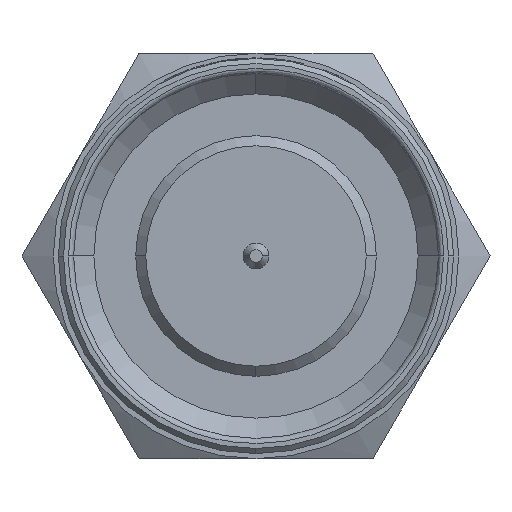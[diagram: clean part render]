
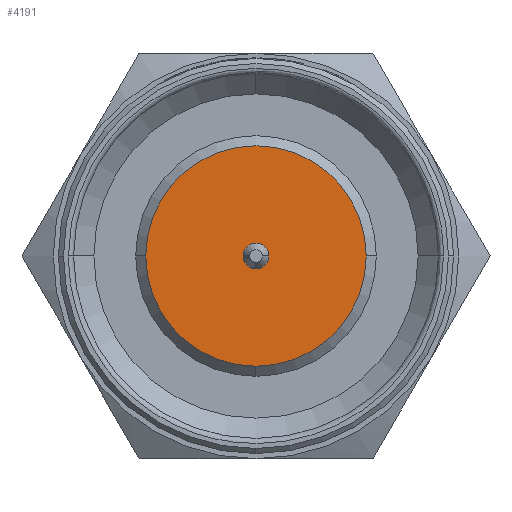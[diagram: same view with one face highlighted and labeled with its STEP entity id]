
A CAD part, left-side view. The second image highlights one B-rep face of the part: STEP entity #4191.
In plain terms, the highlighted planar face has unit normal (-1, 0, 0).
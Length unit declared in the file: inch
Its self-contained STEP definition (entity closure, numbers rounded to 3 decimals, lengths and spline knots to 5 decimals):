
#22 = ORIENTED_EDGE ( 'NONE', *, *, #5836, .T. ) ;
#337 = ORIENTED_EDGE ( 'NONE', *, *, #4458, .F. ) ;
#425 = CIRCLE ( 'NONE', #4249, 0.01004 ) ;
#512 = AXIS2_PLACEMENT_3D ( 'NONE', #6258, #2592, #3083 ) ;
#576 = DIRECTION ( 'NONE',  ( 0., 0., 1. ) ) ;
#584 = VERTEX_POINT ( 'NONE', #889 ) ;
#711 = CARTESIAN_POINT ( 'NONE',  ( 0.0874, 0., 0. ) ) ;
#751 = CARTESIAN_POINT ( 'NONE',  ( 0.0874, 0., 0. ) ) ;
#755 = CARTESIAN_POINT ( 'NONE',  ( 0.0874, -0.08563, 0. ) ) ;
#845 = EDGE_CURVE ( 'NONE', #5218, #584, #425, .T. ) ;
#865 = AXIS2_PLACEMENT_3D ( 'NONE', #3067, #5717, #4053 ) ;
#889 = CARTESIAN_POINT ( 'NONE',  ( 0.0874, -0.01004, 0. ) ) ;
#899 = ORIENTED_EDGE ( 'NONE', *, *, #2893, .F. ) ;
#1025 = VERTEX_POINT ( 'NONE', #1983 ) ;
#1192 = EDGE_LOOP ( 'NONE', ( #4285, #899, #337 ) ) ;
#1599 = CIRCLE ( 'NONE', #5322, 0.01004 ) ;
#1693 = ORIENTED_EDGE ( 'NONE', *, *, #845, .T. ) ;
#1957 = EDGE_LOOP ( 'NONE', ( #4125, #1693, #22 ) ) ;
#1983 = CARTESIAN_POINT ( 'NONE',  ( 0.0874, 0.01004, 0. ) ) ;
#2005 = CARTESIAN_POINT ( 'NONE',  ( 0.0874, 0., 0. ) ) ;
#2026 = CARTESIAN_POINT ( 'NONE',  ( 0.0874, 0., 0. ) ) ;
#2219 = DIRECTION ( 'NONE',  ( 1., 0., 0. ) ) ;
#2227 = CARTESIAN_POINT ( 'NONE',  ( 0.0874, 0., 0. ) ) ;
#2247 = DIRECTION ( 'NONE',  ( 0., 0., 1. ) ) ;
#2464 = AXIS2_PLACEMENT_3D ( 'NONE', #2026, #2990, #3652 ) ;
#2592 = DIRECTION ( 'NONE',  ( 1., 0., 0. ) ) ;
#2747 = AXIS2_PLACEMENT_3D ( 'NONE', #2005, #4062, #6121 ) ;
#2893 = EDGE_CURVE ( 'NONE', #3121, #4665, #3051, .T. ) ;
#2990 = DIRECTION ( 'NONE',  ( 1., 0., 0. ) ) ;
#3020 = CIRCLE ( 'NONE', #2464, 0.01004 ) ;
#3051 = CIRCLE ( 'NONE', #865, 0.08563 ) ;
#3067 = CARTESIAN_POINT ( 'NONE',  ( 0.0874, 0., 0. ) ) ;
#3083 = DIRECTION ( 'NONE',  ( 0., 0., -1. ) ) ;
#3121 = VERTEX_POINT ( 'NONE', #4662 ) ;
#3652 = DIRECTION ( 'NONE',  ( 0., 0., 1. ) ) ;
#3844 = CIRCLE ( 'NONE', #2747, 0.08563 ) ;
#4053 = DIRECTION ( 'NONE',  ( 0., 0., -1. ) ) ;
#4062 = DIRECTION ( 'NONE',  ( 1., 0., 0. ) ) ;
#4125 = ORIENTED_EDGE ( 'NONE', *, *, #6150, .T. ) ;
#4181 = PLANE ( 'NONE',  #5456 ) ;
#4191 = ADVANCED_FACE ( 'NONE', ( #4246, #4732 ), #4181, .T. ) ;
#4246 = FACE_BOUND ( 'NONE', #1957, .T. ) ;
#4249 = AXIS2_PLACEMENT_3D ( 'NONE', #751, #2219, #2247 ) ;
#4285 = ORIENTED_EDGE ( 'NONE', *, *, #5693, .F. ) ;
#4458 = EDGE_CURVE ( 'NONE', #5264, #3121, #3844, .T. ) ;
#4662 = CARTESIAN_POINT ( 'NONE',  ( 0.0874, 0.08563, 0. ) ) ;
#4665 = VERTEX_POINT ( 'NONE', #755 ) ;
#4732 = FACE_OUTER_BOUND ( 'NONE', #1192, .T. ) ;
#5218 = VERTEX_POINT ( 'NONE', #6004 ) ;
#5264 = VERTEX_POINT ( 'NONE', #6130 ) ;
#5322 = AXIS2_PLACEMENT_3D ( 'NONE', #711, #5851, #576 ) ;
#5456 = AXIS2_PLACEMENT_3D ( 'NONE', #2227, #5771, #6341 ) ;
#5693 = EDGE_CURVE ( 'NONE', #4665, #5264, #6381, .T. ) ;
#5717 = DIRECTION ( 'NONE',  ( 1., 0., 0. ) ) ;
#5771 = DIRECTION ( 'NONE',  ( -1., 0., 0. ) ) ;
#5836 = EDGE_CURVE ( 'NONE', #584, #1025, #3020, .T. ) ;
#5851 = DIRECTION ( 'NONE',  ( 1., 0., 0. ) ) ;
#6004 = CARTESIAN_POINT ( 'NONE',  ( 0.0874, 0., 0.01004 ) ) ;
#6121 = DIRECTION ( 'NONE',  ( 0., 0., -1. ) ) ;
#6130 = CARTESIAN_POINT ( 'NONE',  ( 0.0874, 0., -0.08563 ) ) ;
#6150 = EDGE_CURVE ( 'NONE', #1025, #5218, #1599, .T. ) ;
#6258 = CARTESIAN_POINT ( 'NONE',  ( 0.0874, 0., 0. ) ) ;
#6341 = DIRECTION ( 'NONE',  ( 0., 0., 1. ) ) ;
#6381 = CIRCLE ( 'NONE', #512, 0.08563 ) ;
